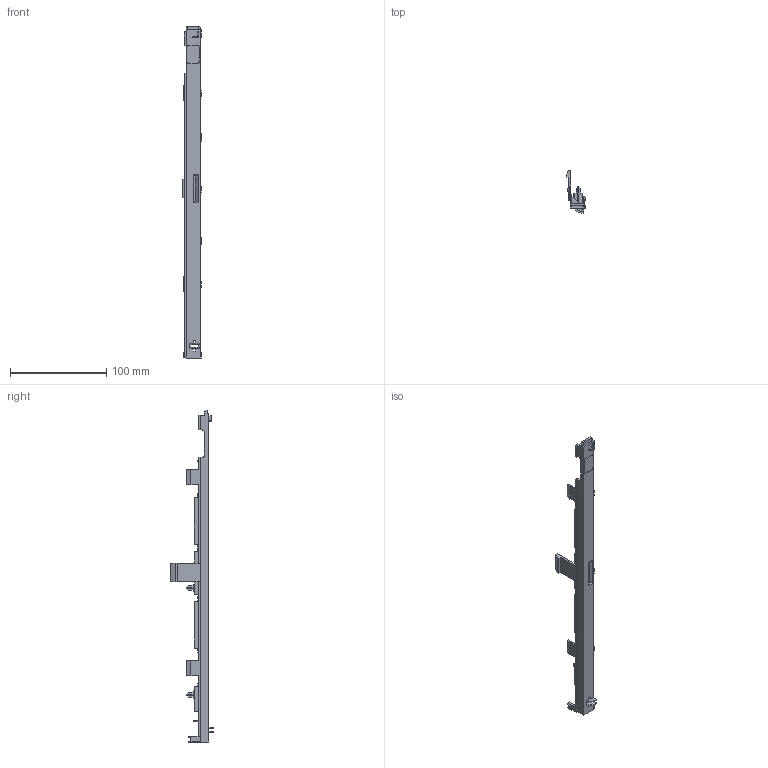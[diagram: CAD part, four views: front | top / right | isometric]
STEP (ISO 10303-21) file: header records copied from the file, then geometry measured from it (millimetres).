
FILE_DESCRIPTION(/* description */ ('','CAx-IF Rec.Pracs.---Representation and Presentation of Product Manufacturing Information (PMI)---4.0---2014-10-13'),/* implementation_level */ '2;1');
FILE_NAME(/* name */ 'Front Door Trim v2.step',/* time_stamp */ '2024-12-15T16:24:54-05:00',/* author */ (''),/* organization */ (''),/* preprocessor_version */ 'ST-DEVELOPER v20',/* originating_system */ 'Autodesk Translation Framework v13.20.0.188',/* authorisation */ '');
FILE_SCHEMA (('AP242_MANAGED_MODEL_BASED_3D_ENGINEERING_MIM_LF { 1 0 10303 442 1 1 4 }'));
Length unit declared in the file: millimetre
Products named in the file (1): Front Door Trim
Bounding box: 20.6 x 44.5 x 344.9 mm (x, y, z)
Volume: 23112.5 mm3; surface area: 27267.5 mm2
Topology: 1 solids, 1 shells, 372 faces, 1095 edges, 726 vertices
Faces by surface type: plane 339, cylinder 33
Entity records: 12229 total; most frequent: CARTESIAN_POINT 2194, ORIENTED_EDGE 2190, DIRECTION 1915, EDGE_CURVE 1095, LINE 1021, VECTOR 1021, VERTEX_POINT 726, AXIS2_PLACEMENT_3D 447
